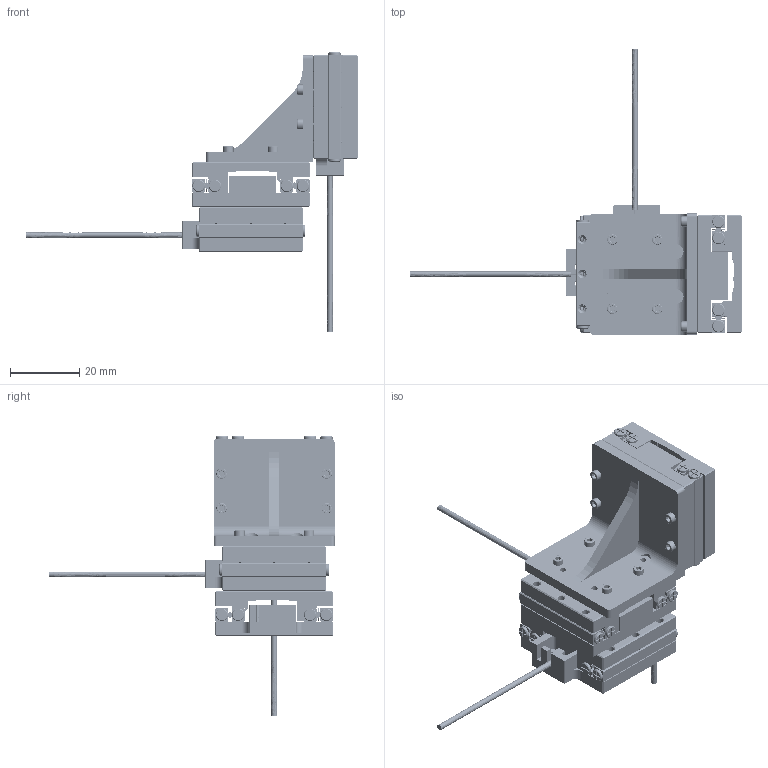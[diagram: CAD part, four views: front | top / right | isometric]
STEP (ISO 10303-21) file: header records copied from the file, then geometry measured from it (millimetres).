
FILE_DESCRIPTION(/* description */ (''),/* implementation_level */ '2;1');
FILE_NAME(/* name */ 'XYZ_XLS_1_30.stp',/* time_stamp */ '2024-04-05T13:50:59+02:00',/* author */ (''),/* organization */ (''),/* preprocessor_version */ 'ST-DEVELOPER v16',/* originating_system */ 'SIEMENS PLM Software NX 10.0',/* authorisation */ '');
FILE_SCHEMA (('AUTOMOTIVE_DESIGN { 1 0 10303 214 3 1 1 1 }'));
Length unit declared in the file: millimetre
Products named in the file (15): SV1030__7Z_Body; SV1030__7Z_Roller; Bout_M2_L6; cable; plaatje_trekontlasting_A; ceramic_ruler_W3_T2_L30; top_plate_1101_030_002_H4; bottom_plate_1101_030_001_J4; Bout_M1_6_L4; Bout_M1_6_L5; Bout_M1_6_L6; L_bracket_XLS-1-30; SV1030_7Z; assy_1101_030_000_J6_stp; XYZ_XLS-1-40
Assembly tree (32 placements, depth 4):
  XYZ_XLS-1-40
    assy_1101_030_000_J6_stp  x3
      bottom_plate_1101_030_001_J4
      top_plate_1101_030_002_H4
      SV1030_7Z
        SV1030__7Z_Roller
        SV1030__7Z_Body  x2
      ceramic_ruler_W3_T2_L30
      plaatje_trekontlasting_A
      cable
      Bout_M2_L6
    L_bracket_XLS-1-30
    Bout_M1_6_L6  x4
    Bout_M1_6_L5  x4
    Bout_M1_6_L4  x4
Bounding box: 96 x 82.5 x 80.8 mm (x, y, z)
Volume: 42667 mm3; surface area: 38604.5 mm2
Topology: 64 solids, 64 shells, 2759 faces, 7182 edges, 4590 vertices
Faces by surface type: plane 1655, cylinder 598, cone 383, bspline 93, torus 30
Full cylindrical faces by diameter (mm): 1.25 x45, 1.567 x36, 1.6 x18, 1.675 x12, 1.7 x6, 1.8 x8, 2 x3, 2.05 x21, 2.4 x22, 3 x48, 3.4 x12, 3.6 x24, 4 x18, 4.4 x18
Entity records: 33448 total; most frequent: CARTESIAN_POINT 18869, DIRECTION 2887, ORIENTED_EDGE 2716, EDGE_CURVE 1358, AXIS2_PLACEMENT_3D 1012, VERTEX_POINT 965, EDGE_LOOP 893, LINE 863
